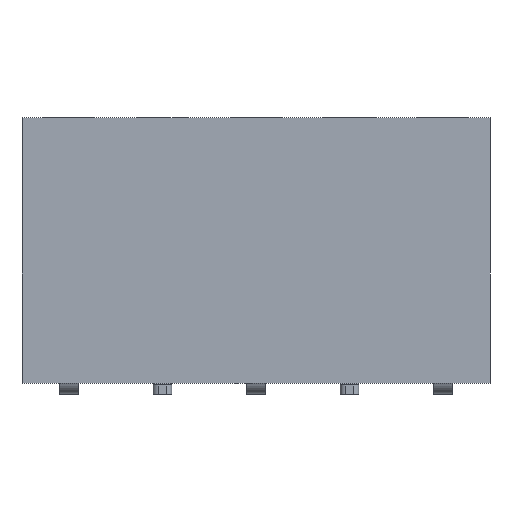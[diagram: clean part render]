
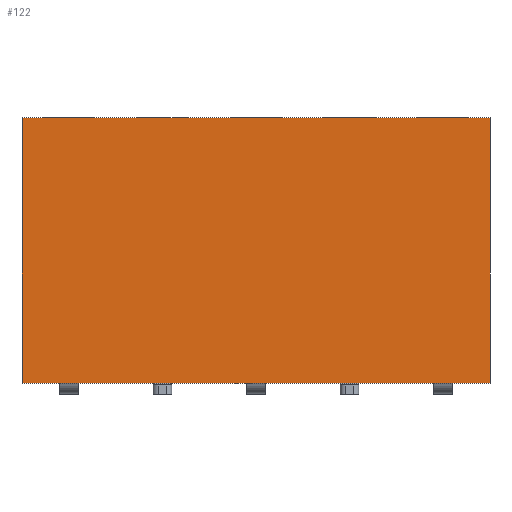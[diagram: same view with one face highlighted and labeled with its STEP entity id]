
A CAD part, front view. The second image highlights one B-rep face of the part: STEP entity #122.
In plain terms, the highlighted planar face has unit normal (0, -1, 0).
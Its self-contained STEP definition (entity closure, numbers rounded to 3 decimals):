
#122=ADVANCED_FACE('',(#364),#254,.T.);
#254=PLANE('',#2581);
#364=FACE_OUTER_BOUND('',#501,.T.);
#501=EDGE_LOOP('',(#728,#729,#730,#731));
#728=ORIENTED_EDGE('',*,*,#1669,.T.);
#729=ORIENTED_EDGE('',*,*,#1665,.T.);
#730=ORIENTED_EDGE('',*,*,#1670,.F.);
#731=ORIENTED_EDGE('',*,*,#1671,.T.);
#1426=VERTEX_POINT('',#3597);
#1427=VERTEX_POINT('',#3598);
#1430=VERTEX_POINT('',#3606);
#1431=VERTEX_POINT('',#3608);
#1665=EDGE_CURVE('',#1426,#1427,#2025,.T.);
#1669=EDGE_CURVE('',#1430,#1426,#2029,.T.);
#1670=EDGE_CURVE('',#1431,#1427,#2030,.T.);
#1671=EDGE_CURVE('',#1431,#1430,#2031,.T.);
#2025=LINE('',#3596,#2341);
#2029=LINE('',#3605,#2345);
#2030=LINE('',#3607,#2346);
#2031=LINE('',#3609,#2347);
#2341=VECTOR('',#2858,1.);
#2345=VECTOR('',#2864,1.);
#2346=VECTOR('',#2865,1.);
#2347=VECTOR('',#2866,1.);
#2581=AXIS2_PLACEMENT_3D('',#3610,#2867,#2868);
#2858=DIRECTION('',(-1.,0.,0.));
#2864=DIRECTION('',(0.,0.,1.));
#2865=DIRECTION('',(0.,0.,1.));
#2866=DIRECTION('',(1.,0.,0.));
#2867=DIRECTION('',(0.,-1.,0.));
#2868=DIRECTION('',(0.,0.,-1.));
#3596=CARTESIAN_POINT('',(6.35,0.,7.2));
#3597=CARTESIAN_POINT('',(12.7,0.,7.2));
#3598=CARTESIAN_POINT('',(0.,0.,7.2));
#3605=CARTESIAN_POINT('',(12.7,0.,0.));
#3606=CARTESIAN_POINT('',(12.7,0.,0.));
#3607=CARTESIAN_POINT('',(0.,0.,0.));
#3608=CARTESIAN_POINT('',(0.,0.,0.));
#3609=CARTESIAN_POINT('',(6.35,0.,0.));
#3610=CARTESIAN_POINT('',(6.35,0.,0.));
